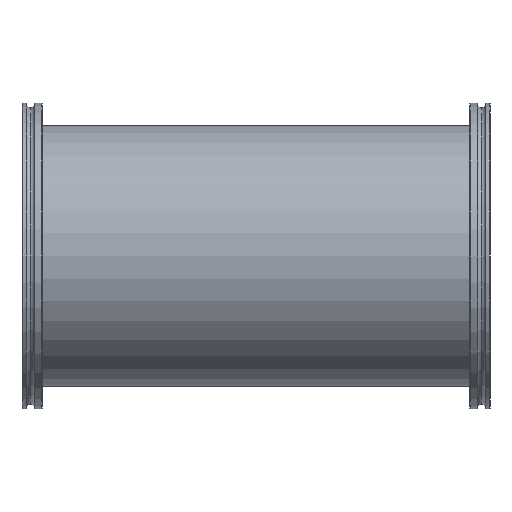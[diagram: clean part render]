
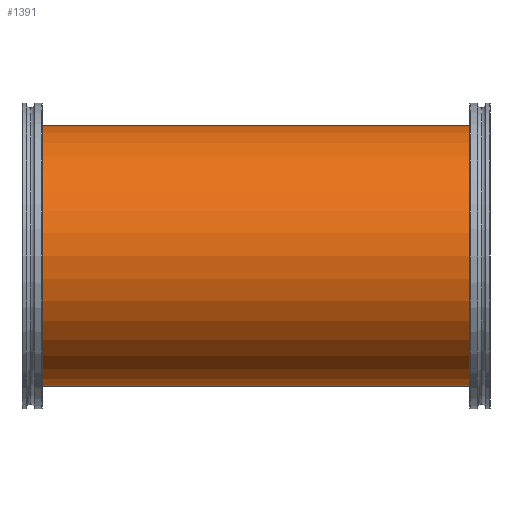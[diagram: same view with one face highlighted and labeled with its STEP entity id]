
A CAD part, front view. The second image highlights one B-rep face of the part: STEP entity #1391.
In plain terms, the highlighted cylindrical face has radius 77 mm (diameter 154 mm), a partial arc.
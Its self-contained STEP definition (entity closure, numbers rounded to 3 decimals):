
#139 = AXIS2_PLACEMENT_3D ( 'NONE', #1005, #1202, #1130 ) ;
#178 = VECTOR ( 'NONE', #1478, 1000. ) ;
#193 = AXIS2_PLACEMENT_3D ( 'NONE', #1615, #1614, #1613 ) ;
#198 = CIRCLE ( 'NONE', #193, 77. ) ;
#310 = AXIS2_PLACEMENT_3D ( 'NONE', #2258, #2257, #2264 ) ;
#344 = CIRCLE ( 'NONE', #310, 77. ) ;
#349 = VECTOR ( 'NONE', #2284, 1000. ) ;
#576 = ORIENTED_EDGE ( 'NONE', *, *, #1288, .F. ) ;
#577 = ORIENTED_EDGE ( 'NONE', *, *, #1254, .T. ) ;
#630 = ORIENTED_EDGE ( 'NONE', *, *, #1354, .T. ) ;
#661 = ORIENTED_EDGE ( 'NONE', *, *, #1366, .F. ) ;
#734 = EDGE_LOOP ( 'NONE', ( #661, #576, #577, #630 ) ) ;
#743 = VERTEX_POINT ( 'NONE', #792 ) ;
#748 = VERTEX_POINT ( 'NONE', #2557 ) ;
#792 = CARTESIAN_POINT ( 'NONE',  ( -131.5, 0., 77. ) ) ;
#796 = VERTEX_POINT ( 'NONE', #2199 ) ;
#802 = VERTEX_POINT ( 'NONE', #2197 ) ;
#994 = CYLINDRICAL_SURFACE ( 'NONE', #139, 77. ) ;
#1005 = CARTESIAN_POINT ( 'NONE',  ( 131.5, 0., 0. ) ) ;
#1129 = FACE_OUTER_BOUND ( 'NONE', #734, .T. ) ;
#1130 = DIRECTION ( 'NONE',  ( 0., 0., 1. ) ) ;
#1202 = DIRECTION ( 'NONE',  ( -1., 0., 0. ) ) ;
#1254 = EDGE_CURVE ( 'NONE', #796, #743, #2306, .T. ) ;
#1288 = EDGE_CURVE ( 'NONE', #796, #748, #344, .T. ) ;
#1354 = EDGE_CURVE ( 'NONE', #743, #802, #198, .T. ) ;
#1366 = EDGE_CURVE ( 'NONE', #748, #802, #1486, .T. ) ;
#1391 = ADVANCED_FACE ( 'NONE', ( #1129 ), #994, .T. ) ;
#1478 = DIRECTION ( 'NONE',  ( -1., 0., 0. ) ) ;
#1485 = CARTESIAN_POINT ( 'NONE',  ( 131.5, 0., -77. ) ) ;
#1486 = LINE ( 'NONE', #1485, #178 ) ;
#1613 = DIRECTION ( 'NONE',  ( 0., 0., -1. ) ) ;
#1614 = DIRECTION ( 'NONE',  ( 1., 0., 0. ) ) ;
#1615 = CARTESIAN_POINT ( 'NONE',  ( -131.5, 0., 0. ) ) ;
#2132 = CARTESIAN_POINT ( 'NONE',  ( 131.5, 0., 77. ) ) ;
#2197 = CARTESIAN_POINT ( 'NONE',  ( -131.5, 0., -77. ) ) ;
#2199 = CARTESIAN_POINT ( 'NONE',  ( 131.5, 0., 77. ) ) ;
#2257 = DIRECTION ( 'NONE',  ( 1., 0., 0. ) ) ;
#2258 = CARTESIAN_POINT ( 'NONE',  ( 131.5, 0., 0. ) ) ;
#2264 = DIRECTION ( 'NONE',  ( 0., 0., -1. ) ) ;
#2284 = DIRECTION ( 'NONE',  ( -1., 0., 0. ) ) ;
#2306 = LINE ( 'NONE', #2132, #349 ) ;
#2557 = CARTESIAN_POINT ( 'NONE',  ( 131.5, 0., -77. ) ) ;
